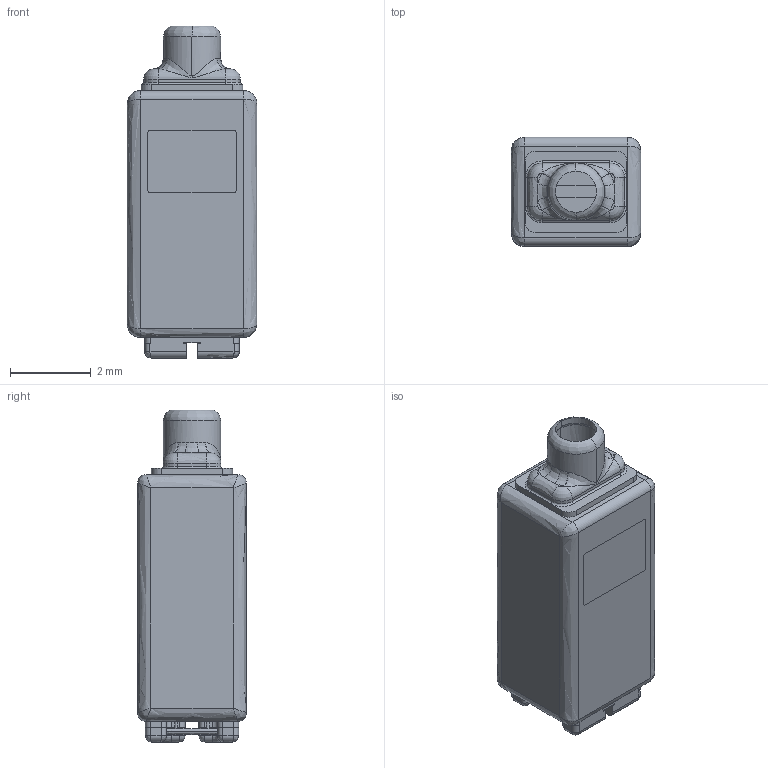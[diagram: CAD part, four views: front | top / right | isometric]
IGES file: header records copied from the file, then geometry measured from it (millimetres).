
Start section:  PTC IGES file: gd30-31488-000_sw0001.igs
Global section: file name: gd30-31488-000_sw0001.igs; native system: Pro/ENGINEER by Parametric Technology Corporation; preprocessor: 2009300; author: oqiu; organization: Unknown; date: 20111125.151635; units: inch
Bounding box: 3.2 x 2.69 x 8.2 mm (x, y, z)
Volume: 15.4 mm3; surface area: 183.6 mm2
Topology: 1 solids, 1 shells, 421 faces, 1020 edges, 612 vertices
Faces by surface type: revolution 238, bspline 183
